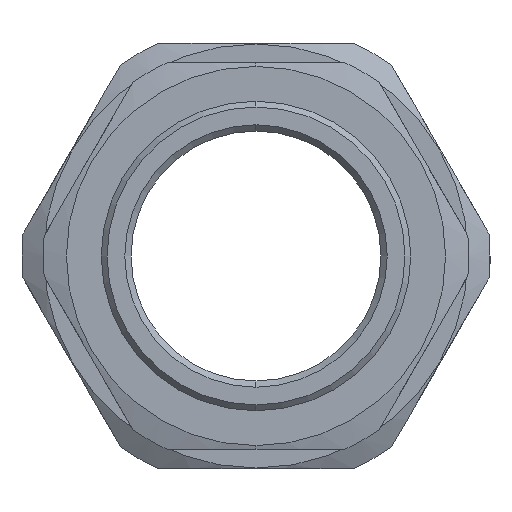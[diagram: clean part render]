
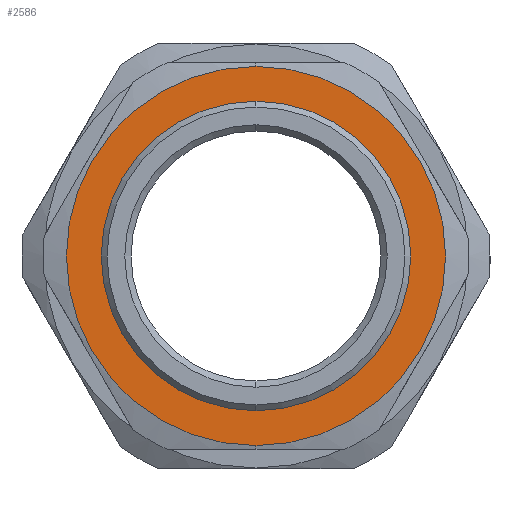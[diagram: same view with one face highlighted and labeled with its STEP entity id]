
A CAD part, left-side view. The second image highlights one B-rep face of the part: STEP entity #2586.
In plain terms, the highlighted planar face has unit normal (-1, 0, 0).
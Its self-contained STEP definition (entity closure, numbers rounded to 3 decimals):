
#146 = DIRECTION ( 'NONE',  ( 1., 0., 0. ) ) ;
#234 = FACE_OUTER_BOUND ( 'NONE', #3865, .T. ) ;
#488 = CARTESIAN_POINT ( 'NONE',  ( 15.3, 0., 0. ) ) ;
#574 = DIRECTION ( 'NONE',  ( 0., 0., -1. ) ) ;
#643 = ORIENTED_EDGE ( 'NONE', *, *, #2700, .T. ) ;
#746 = AXIS2_PLACEMENT_3D ( 'NONE', #1139, #2245, #3250 ) ;
#786 = EDGE_CURVE ( 'NONE', #3579, #2392, #4429, .T. ) ;
#903 = DIRECTION ( 'NONE',  ( 1., 0., 0. ) ) ;
#909 = ORIENTED_EDGE ( 'NONE', *, *, #2534, .F. ) ;
#1139 = CARTESIAN_POINT ( 'NONE',  ( 15.3, 0., 0. ) ) ;
#1232 = DIRECTION ( 'NONE',  ( 1., 0., 0. ) ) ;
#1351 = EDGE_CURVE ( 'NONE', #3147, #3938, #2533, .T. ) ;
#1406 = FACE_BOUND ( 'NONE', #2646, .T. ) ;
#1577 = DIRECTION ( 'NONE',  ( 0., 0., -1. ) ) ;
#1716 = CARTESIAN_POINT ( 'NONE',  ( 15.3, 0., 24.5 ) ) ;
#1836 = AXIS2_PLACEMENT_3D ( 'NONE', #2300, #1232, #574 ) ;
#2180 = CIRCLE ( 'NONE', #3537, 20. ) ;
#2245 = DIRECTION ( 'NONE',  ( 1., 0., 0. ) ) ;
#2289 = DIRECTION ( 'NONE',  ( 0., 0., -1. ) ) ;
#2300 = CARTESIAN_POINT ( 'NONE',  ( 15.3, 0., 0. ) ) ;
#2392 = VERTEX_POINT ( 'NONE', #2972 ) ;
#2515 = AXIS2_PLACEMENT_3D ( 'NONE', #3328, #3358, #1577 ) ;
#2533 = CIRCLE ( 'NONE', #2515, 20. ) ;
#2534 = EDGE_CURVE ( 'NONE', #2392, #3579, #4531, .T. ) ;
#2586 = ADVANCED_FACE ( 'NONE', ( #234, #1406 ), #2593, .F. ) ;
#2593 = PLANE ( 'NONE',  #3294 ) ;
#2646 = EDGE_LOOP ( 'NONE', ( #3361, #643 ) ) ;
#2700 = EDGE_CURVE ( 'NONE', #3938, #3147, #2180, .T. ) ;
#2972 = CARTESIAN_POINT ( 'NONE',  ( 15.3, 0., -24.5 ) ) ;
#3110 = CARTESIAN_POINT ( 'NONE',  ( 15.3, 0., -20. ) ) ;
#3147 = VERTEX_POINT ( 'NONE', #3110 ) ;
#3250 = DIRECTION ( 'NONE',  ( 0., 0., -1. ) ) ;
#3271 = ORIENTED_EDGE ( 'NONE', *, *, #786, .F. ) ;
#3294 = AXIS2_PLACEMENT_3D ( 'NONE', #3340, #903, #4048 ) ;
#3328 = CARTESIAN_POINT ( 'NONE',  ( 15.3, 0., 0. ) ) ;
#3340 = CARTESIAN_POINT ( 'NONE',  ( 15.3, 20., 0. ) ) ;
#3358 = DIRECTION ( 'NONE',  ( 1., 0., 0. ) ) ;
#3361 = ORIENTED_EDGE ( 'NONE', *, *, #1351, .T. ) ;
#3537 = AXIS2_PLACEMENT_3D ( 'NONE', #488, #146, #2289 ) ;
#3579 = VERTEX_POINT ( 'NONE', #1716 ) ;
#3865 = EDGE_LOOP ( 'NONE', ( #909, #3271 ) ) ;
#3938 = VERTEX_POINT ( 'NONE', #4222 ) ;
#4048 = DIRECTION ( 'NONE',  ( 0., 0., -1. ) ) ;
#4222 = CARTESIAN_POINT ( 'NONE',  ( 15.3, 0., 20. ) ) ;
#4429 = CIRCLE ( 'NONE', #1836, 24.5 ) ;
#4531 = CIRCLE ( 'NONE', #746, 24.5 ) ;
